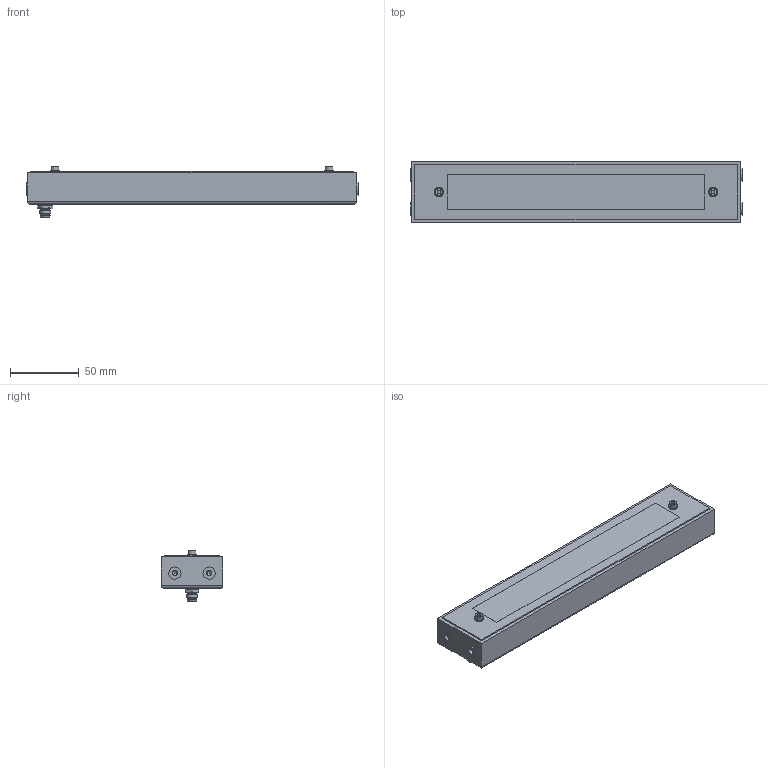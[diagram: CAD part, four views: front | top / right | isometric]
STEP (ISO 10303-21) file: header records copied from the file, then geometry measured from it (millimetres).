
FILE_DESCRIPTION(/* description */ (''),/* implementation_level */ '2;1');
FILE_NAME(/* name */ '1-20-SLED-3-AL',/* time_stamp */ '2018-02-20T10:09:35+01:00',/* author */ (''),/* organization */ (''),/* preprocessor_version */ 'ST-DEVELOPER v15.7',/* originating_system */ 'HiCAD 2015 2002.1 Build 408',/* authorisation */ '');
FILE_SCHEMA (('AUTOMOTIVE_DESIGN { 1 0 10303 214 1 1 1 1 }'));
Length unit declared in the file: millimetre
Products named in the file (8): Root; Baugruppe_Xled-2-VD; QUADER_0; 09-3391-00-04; ISO 14579-M3x10-10.9_Zylinderkopfschrauben; DIN 125-A 3.2-140 HV_Scheiben
Assembly tree (7 placements, depth 3):
  Root
    Baugruppe_Xled-2-VD
      QUADER_0
      09-3391-00-04
      ISO 14579-M3x10-10.9_Zylinderkopfschrauben
      ISO 14579-M3x10-10.9_Zylinderkopfschrauben
      DIN 125-A 3.2-140 HV_Scheiben
      DIN 125-A 3.2-140 HV_Scheiben
Bounding box: 242 x 45 x 37.2 mm (x, y, z)
Volume: 257316.4 mm3; surface area: 36774.4 mm2
Topology: 6 solids, 6 shells, 132 faces, 300 edges, 194 vertices
Faces by surface type: cylinder 67, plane 48, cone 10, sphere 4, torus 3
Full cylindrical faces by diameter (mm): 1 x4, 2.459 x2, 3 x2, 3.2 x2, 3.3 x4, 4 x4, 5.5 x2, 5.8 x1, 6.4 x1, 6.8 x3, 7 x2, 7.2 x1, 8 x1, 9 x4
Entity records: 5723 total; most frequent: DIRECTION 648, CARTESIAN_POINT 542, PRESENTATION_STYLE_ASSIGNMENT 458, OVER_RIDING_STYLED_ITEM 452, COLOUR_RGB 451, DRAUGHTING_PRE_DEFINED_CURVE_FONT 444, CURVE_STYLE 444, ORIENTED_EDGE 444
